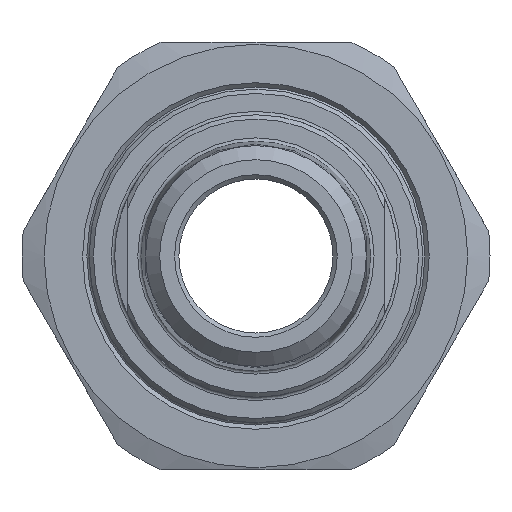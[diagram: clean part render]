
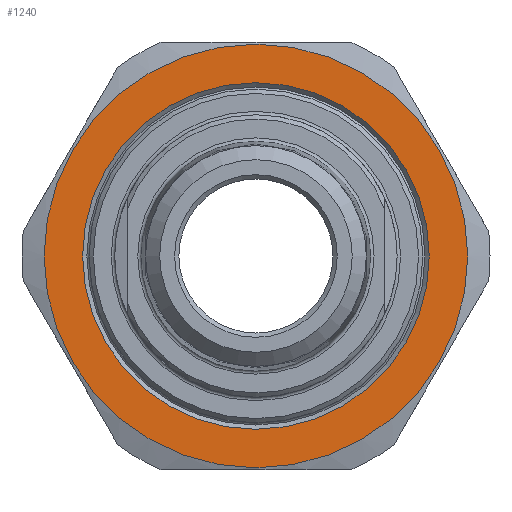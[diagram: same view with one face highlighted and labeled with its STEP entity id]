
A CAD part, left-side view. The second image highlights one B-rep face of the part: STEP entity #1240.
In plain terms, the highlighted planar face has unit normal (-1, 0, 0).
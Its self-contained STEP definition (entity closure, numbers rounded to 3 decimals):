
#49=FACE_BOUND('',#228,.T.);
#111=PLANE('',#1410);
#149=FACE_OUTER_BOUND('',#227,.T.);
#227=EDGE_LOOP('',(#919));
#228=EDGE_LOOP('',(#920));
#436=CIRCLE('',#1400,24.75);
#437=CIRCLE('',#1405,20.25);
#553=VERTEX_POINT('',#2113);
#554=VERTEX_POINT('',#2123);
#689=EDGE_CURVE('',#553,#553,#436,.T.);
#691=EDGE_CURVE('',#554,#554,#437,.T.);
#919=ORIENTED_EDGE('',*,*,#689,.T.);
#920=ORIENTED_EDGE('',*,*,#691,.F.);
#1240=ADVANCED_FACE('',(#149,#49),#111,.F.);
#1400=AXIS2_PLACEMENT_3D('',#2115,#1634,#1635);
#1405=AXIS2_PLACEMENT_3D('',#2124,#1644,#1645);
#1410=AXIS2_PLACEMENT_3D('',#2134,#1656,#1657);
#1634=DIRECTION('center_axis',(-1.,0.,0.));
#1635=DIRECTION('ref_axis',(0.,1.,0.));
#1644=DIRECTION('center_axis',(-1.,0.,0.));
#1645=DIRECTION('ref_axis',(0.,-1.,0.));
#1656=DIRECTION('center_axis',(1.,0.,0.));
#1657=DIRECTION('ref_axis',(0.,0.,-1.));
#2113=CARTESIAN_POINT('',(-18.5,-24.75,0.));
#2115=CARTESIAN_POINT('Origin',(-18.5,0.,0.));
#2123=CARTESIAN_POINT('',(-18.5,20.25,0.));
#2124=CARTESIAN_POINT('Origin',(-18.5,0.,0.));
#2134=CARTESIAN_POINT('Origin',(-18.5,0.,0.));
